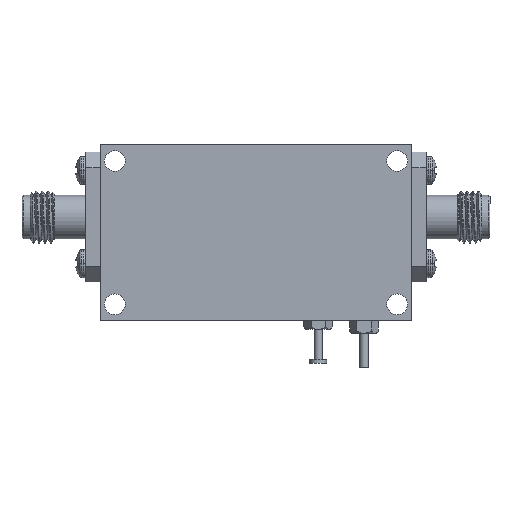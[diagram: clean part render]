
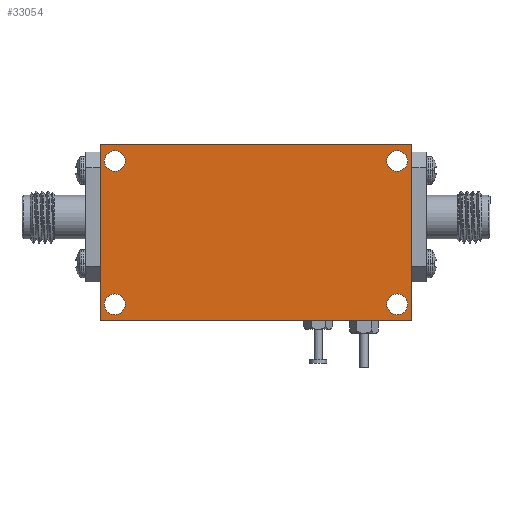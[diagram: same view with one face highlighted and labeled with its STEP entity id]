
A CAD part, front view. The second image highlights one B-rep face of the part: STEP entity #33054.
In plain terms, the highlighted planar face has unit normal (0, -1, 0).
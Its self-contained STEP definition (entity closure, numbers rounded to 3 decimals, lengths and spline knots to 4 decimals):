
#646 = VECTOR ( 'NONE', #25864, 39.3701 ) ;
#1334 = DIRECTION ( 'NONE',  ( -1., 0., 0. ) ) ;
#2671 = CIRCLE ( 'NONE', #17007, 0.05 ) ;
#3456 = ORIENTED_EDGE ( 'NONE', *, *, #6897, .T. ) ;
#4191 = CARTESIAN_POINT ( 'NONE',  ( 0.68, -0.1875, -0.295 ) ) ;
#5247 = AXIS2_PLACEMENT_3D ( 'NONE', #43555, #23966, #9036 ) ;
#5567 = ORIENTED_EDGE ( 'NONE', *, *, #12764, .T. ) ;
#5778 = CARTESIAN_POINT ( 'NONE',  ( -0.68, -0.1875, 0.345 ) ) ;
#6897 = EDGE_CURVE ( 'NONE', #53585, #27111, #53642, .T. ) ;
#6973 = EDGE_CURVE ( 'NONE', #15576, #60344, #26858, .T. ) ;
#7540 = DIRECTION ( 'NONE',  ( 0., 1., 0. ) ) ;
#7757 = VECTOR ( 'NONE', #63857, 39.3701 ) ;
#8907 = DIRECTION ( 'NONE',  ( 0., 0., 1. ) ) ;
#9036 = DIRECTION ( 'NONE',  ( 0., 0., 1. ) ) ;
#10558 = CARTESIAN_POINT ( 'NONE',  ( -0.68, -0.1875, 0.345 ) ) ;
#10855 = VERTEX_POINT ( 'NONE', #58818 ) ;
#10987 = CIRCLE ( 'NONE', #28002, 0.05 ) ;
#12729 = DIRECTION ( 'NONE',  ( 0., 0., -1. ) ) ;
#12764 = EDGE_CURVE ( 'NONE', #61634, #32329, #2671, .T. ) ;
#12811 = CARTESIAN_POINT ( 'NONE',  ( 0.68, -0.1875, -0.395 ) ) ;
#13097 = VERTEX_POINT ( 'NONE', #61135 ) ;
#13368 = CARTESIAN_POINT ( 'NONE',  ( 0., -0.1875, 0. ) ) ;
#13474 = CARTESIAN_POINT ( 'NONE',  ( 0.75, -0.1875, 0.425 ) ) ;
#14478 = CARTESIAN_POINT ( 'NONE',  ( 0.68, -0.1875, -0.345 ) ) ;
#15313 = ORIENTED_EDGE ( 'NONE', *, *, #33353, .F. ) ;
#15576 = VERTEX_POINT ( 'NONE', #29495 ) ;
#17007 = AXIS2_PLACEMENT_3D ( 'NONE', #5778, #23360, #63600 ) ;
#17654 = VERTEX_POINT ( 'NONE', #20774 ) ;
#17920 = LINE ( 'NONE', #54740, #646 ) ;
#17967 = EDGE_CURVE ( 'NONE', #13097, #17654, #17920, .T. ) ;
#20406 = ORIENTED_EDGE ( 'NONE', *, *, #60065, .T. ) ;
#20774 = CARTESIAN_POINT ( 'NONE',  ( 0.75, -0.1875, 0.425 ) ) ;
#21114 = ORIENTED_EDGE ( 'NONE', *, *, #6973, .T. ) ;
#21245 = VERTEX_POINT ( 'NONE', #40287 ) ;
#21831 = CIRCLE ( 'NONE', #25002, 0.05 ) ;
#22713 = CARTESIAN_POINT ( 'NONE',  ( 0.68, -0.1875, -0.345 ) ) ;
#23360 = DIRECTION ( 'NONE',  ( 0., 1., 0. ) ) ;
#23397 = DIRECTION ( 'NONE',  ( 0., 1., 0. ) ) ;
#23966 = DIRECTION ( 'NONE',  ( 0., 1., 0. ) ) ;
#24168 = DIRECTION ( 'NONE',  ( 0., 0., 1. ) ) ;
#24506 = AXIS2_PLACEMENT_3D ( 'NONE', #62725, #7540, #32759 ) ;
#24552 = FACE_BOUND ( 'NONE', #25432, .T. ) ;
#24686 = EDGE_CURVE ( 'NONE', #32329, #61634, #56391, .T. ) ;
#25002 = AXIS2_PLACEMENT_3D ( 'NONE', #44605, #55149, #24168 ) ;
#25432 = EDGE_LOOP ( 'NONE', ( #26578, #21114 ) ) ;
#25693 = DIRECTION ( 'NONE',  ( 0., 1., 0. ) ) ;
#25864 = DIRECTION ( 'NONE',  ( 1., 0., 0. ) ) ;
#26578 = ORIENTED_EDGE ( 'NONE', *, *, #39180, .T. ) ;
#26858 = CIRCLE ( 'NONE', #24506, 0.05 ) ;
#26887 = EDGE_CURVE ( 'NONE', #38988, #62006, #37318, .T. ) ;
#27061 = EDGE_LOOP ( 'NONE', ( #28563, #49876, #15313, #46962 ) ) ;
#27111 = VERTEX_POINT ( 'NONE', #12811 ) ;
#27687 = FACE_BOUND ( 'NONE', #36163, .T. ) ;
#27720 = DIRECTION ( 'NONE',  ( 0., 0., 1. ) ) ;
#28002 = AXIS2_PLACEMENT_3D ( 'NONE', #14478, #65074, #44414 ) ;
#28563 = ORIENTED_EDGE ( 'NONE', *, *, #52634, .F. ) ;
#29495 = CARTESIAN_POINT ( 'NONE',  ( -0.68, -0.1875, -0.395 ) ) ;
#30949 = ORIENTED_EDGE ( 'NONE', *, *, #26887, .T. ) ;
#31395 = CARTESIAN_POINT ( 'NONE',  ( -0.75, -0.1875, -0.425 ) ) ;
#32329 = VERTEX_POINT ( 'NONE', #44508 ) ;
#32426 = CARTESIAN_POINT ( 'NONE',  ( -0.68, -0.1875, 0.395 ) ) ;
#32759 = DIRECTION ( 'NONE',  ( 0., 0., 1. ) ) ;
#33054 = ADVANCED_FACE ( 'NONE', ( #24552, #64699, #47411, #27687, #52912 ), #63318, .T. ) ;
#33353 = EDGE_CURVE ( 'NONE', #10855, #13097, #36383, .T. ) ;
#33756 = DIRECTION ( 'NONE',  ( 0., 0., 1. ) ) ;
#36088 = EDGE_CURVE ( 'NONE', #21245, #10855, #52763, .T. ) ;
#36163 = EDGE_LOOP ( 'NONE', ( #30949, #49625 ) ) ;
#36383 = LINE ( 'NONE', #64363, #52983 ) ;
#37318 = CIRCLE ( 'NONE', #5247, 0.05 ) ;
#38988 = VERTEX_POINT ( 'NONE', #57601 ) ;
#39180 = EDGE_CURVE ( 'NONE', #60344, #15576, #21831, .T. ) ;
#40287 = CARTESIAN_POINT ( 'NONE',  ( 0.75, -0.1875, -0.425 ) ) ;
#43308 = DIRECTION ( 'NONE',  ( 0., -1., 0. ) ) ;
#43555 = CARTESIAN_POINT ( 'NONE',  ( 0.68, -0.1875, 0.345 ) ) ;
#43984 = ORIENTED_EDGE ( 'NONE', *, *, #24686, .T. ) ;
#44211 = AXIS2_PLACEMENT_3D ( 'NONE', #13368, #43308, #12729 ) ;
#44414 = DIRECTION ( 'NONE',  ( 0., 0., 1. ) ) ;
#44508 = CARTESIAN_POINT ( 'NONE',  ( -0.68, -0.1875, 0.295 ) ) ;
#44605 = CARTESIAN_POINT ( 'NONE',  ( -0.68, -0.1875, -0.345 ) ) ;
#45590 = AXIS2_PLACEMENT_3D ( 'NONE', #10558, #25693, #56268 ) ;
#45879 = CARTESIAN_POINT ( 'NONE',  ( 0.68, -0.1875, 0.295 ) ) ;
#46782 = CARTESIAN_POINT ( 'NONE',  ( -0.68, -0.1875, -0.295 ) ) ;
#46962 = ORIENTED_EDGE ( 'NONE', *, *, #36088, .F. ) ;
#47255 = AXIS2_PLACEMENT_3D ( 'NONE', #22713, #47564, #27720 ) ;
#47411 = FACE_BOUND ( 'NONE', #53911, .T. ) ;
#47564 = DIRECTION ( 'NONE',  ( 0., 1., 0. ) ) ;
#49625 = ORIENTED_EDGE ( 'NONE', *, *, #58415, .T. ) ;
#49876 = ORIENTED_EDGE ( 'NONE', *, *, #17967, .F. ) ;
#52634 = EDGE_CURVE ( 'NONE', #17654, #21245, #58087, .T. ) ;
#52763 = LINE ( 'NONE', #31395, #61373 ) ;
#52786 = EDGE_LOOP ( 'NONE', ( #3456, #20406 ) ) ;
#52912 = FACE_OUTER_BOUND ( 'NONE', #27061, .T. ) ;
#52983 = VECTOR ( 'NONE', #33756, 39.3701 ) ;
#53585 = VERTEX_POINT ( 'NONE', #4191 ) ;
#53642 = CIRCLE ( 'NONE', #47255, 0.05 ) ;
#53911 = EDGE_LOOP ( 'NONE', ( #5567, #43984 ) ) ;
#53973 = CARTESIAN_POINT ( 'NONE',  ( 0.68, -0.1875, 0.345 ) ) ;
#54740 = CARTESIAN_POINT ( 'NONE',  ( -0.75, -0.1875, 0.425 ) ) ;
#55149 = DIRECTION ( 'NONE',  ( 0., 1., 0. ) ) ;
#56239 = AXIS2_PLACEMENT_3D ( 'NONE', #53973, #23397, #8907 ) ;
#56268 = DIRECTION ( 'NONE',  ( 0., 0., 1. ) ) ;
#56391 = CIRCLE ( 'NONE', #45590, 0.05 ) ;
#57601 = CARTESIAN_POINT ( 'NONE',  ( 0.68, -0.1875, 0.395 ) ) ;
#58087 = LINE ( 'NONE', #13474, #7757 ) ;
#58415 = EDGE_CURVE ( 'NONE', #62006, #38988, #59859, .T. ) ;
#58818 = CARTESIAN_POINT ( 'NONE',  ( -0.75, -0.1875, -0.425 ) ) ;
#59859 = CIRCLE ( 'NONE', #56239, 0.05 ) ;
#60065 = EDGE_CURVE ( 'NONE', #27111, #53585, #10987, .T. ) ;
#60344 = VERTEX_POINT ( 'NONE', #46782 ) ;
#61135 = CARTESIAN_POINT ( 'NONE',  ( -0.75, -0.1875, 0.425 ) ) ;
#61373 = VECTOR ( 'NONE', #1334, 39.3701 ) ;
#61634 = VERTEX_POINT ( 'NONE', #32426 ) ;
#62006 = VERTEX_POINT ( 'NONE', #45879 ) ;
#62725 = CARTESIAN_POINT ( 'NONE',  ( -0.68, -0.1875, -0.345 ) ) ;
#63318 = PLANE ( 'NONE',  #44211 ) ;
#63600 = DIRECTION ( 'NONE',  ( 0., 0., 1. ) ) ;
#63857 = DIRECTION ( 'NONE',  ( 0., 0., -1. ) ) ;
#64363 = CARTESIAN_POINT ( 'NONE',  ( -0.75, -0.1875, 0.425 ) ) ;
#64699 = FACE_BOUND ( 'NONE', #52786, .T. ) ;
#65074 = DIRECTION ( 'NONE',  ( 0., 1., 0. ) ) ;
